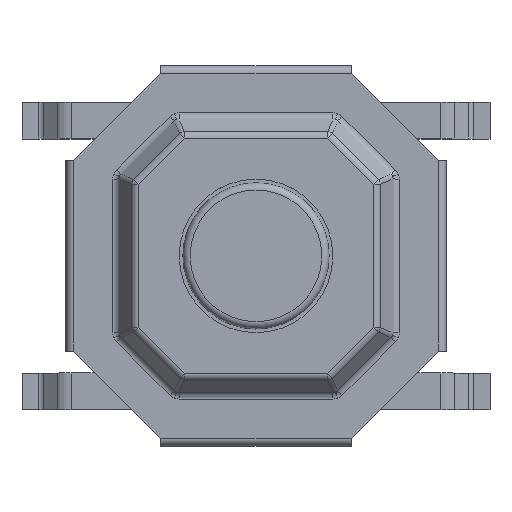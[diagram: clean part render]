
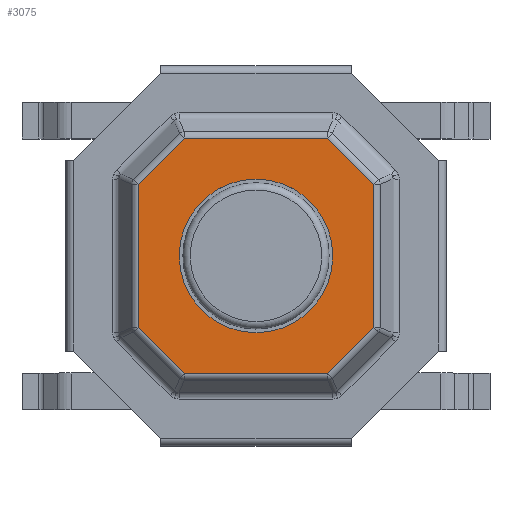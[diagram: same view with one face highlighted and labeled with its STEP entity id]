
A CAD part, top view. The second image highlights one B-rep face of the part: STEP entity #3075.
In plain terms, the highlighted planar face has unit normal (0, 0, 1).
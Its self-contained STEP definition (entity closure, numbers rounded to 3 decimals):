
#23=FACE_BOUND('',#472,.T.);
#91=CIRCLE('',#3288,1.05);
#275=FACE_OUTER_BOUND('',#471,.T.);
#471=EDGE_LOOP('',(#2105,#2106,#2107,#2108,#2109,#2110,#2111,#2112));
#472=EDGE_LOOP('',(#2113));
#727=LINE('',#4863,#1019);
#728=LINE('',#4865,#1020);
#729=LINE('',#4867,#1021);
#730=LINE('',#4869,#1022);
#731=LINE('',#4871,#1023);
#732=LINE('',#4873,#1024);
#733=LINE('',#4875,#1025);
#734=LINE('',#4876,#1026);
#1019=VECTOR('',#3844,1000.);
#1020=VECTOR('',#3845,1000.);
#1021=VECTOR('',#3846,1000.);
#1022=VECTOR('',#3847,1000.);
#1023=VECTOR('',#3848,1000.);
#1024=VECTOR('',#3849,1000.);
#1025=VECTOR('',#3850,1000.);
#1026=VECTOR('',#3851,1000.);
#1259=VERTEX_POINT('',#4687);
#1316=VERTEX_POINT('',#4861);
#1317=VERTEX_POINT('',#4862);
#1318=VERTEX_POINT('',#4864);
#1319=VERTEX_POINT('',#4866);
#1320=VERTEX_POINT('',#4868);
#1321=VERTEX_POINT('',#4870);
#1322=VERTEX_POINT('',#4872);
#1323=VERTEX_POINT('',#4874);
#1513=EDGE_CURVE('',#1259,#1259,#91,.T.);
#1602=EDGE_CURVE('',#1316,#1317,#727,.T.);
#1603=EDGE_CURVE('',#1317,#1318,#728,.T.);
#1604=EDGE_CURVE('',#1318,#1319,#729,.T.);
#1605=EDGE_CURVE('',#1319,#1320,#730,.T.);
#1606=EDGE_CURVE('',#1320,#1321,#731,.T.);
#1607=EDGE_CURVE('',#1321,#1322,#732,.T.);
#1608=EDGE_CURVE('',#1322,#1323,#733,.T.);
#1609=EDGE_CURVE('',#1323,#1316,#734,.T.);
#2105=ORIENTED_EDGE('',*,*,#1602,.T.);
#2106=ORIENTED_EDGE('',*,*,#1603,.T.);
#2107=ORIENTED_EDGE('',*,*,#1604,.T.);
#2108=ORIENTED_EDGE('',*,*,#1605,.T.);
#2109=ORIENTED_EDGE('',*,*,#1606,.T.);
#2110=ORIENTED_EDGE('',*,*,#1607,.T.);
#2111=ORIENTED_EDGE('',*,*,#1608,.T.);
#2112=ORIENTED_EDGE('',*,*,#1609,.T.);
#2113=ORIENTED_EDGE('',*,*,#1513,.F.);
#2737=PLANE('',#3331);
#3075=ADVANCED_FACE('',(#275,#23),#2737,.F.);
#3288=AXIS2_PLACEMENT_3D('',#4689,#3684,#3685);
#3331=AXIS2_PLACEMENT_3D('',#4860,#3842,#3843);
#3684=DIRECTION('center_axis',(0.,0.,1.));
#3685=DIRECTION('ref_axis',(1.,0.,0.));
#3842=DIRECTION('center_axis',(0.,0.,-1.));
#3843=DIRECTION('ref_axis',(-1.,0.,0.));
#3844=DIRECTION('',(-1.,0.,0.));
#3845=DIRECTION('',(-0.707,-0.707,0.));
#3846=DIRECTION('',(0.,-1.,0.));
#3847=DIRECTION('',(0.707,-0.707,0.));
#3848=DIRECTION('',(1.,0.,0.));
#3849=DIRECTION('',(0.707,0.707,0.));
#3850=DIRECTION('',(0.,1.,0.));
#3851=DIRECTION('',(-0.707,0.707,0.));
#4687=CARTESIAN_POINT('',(-1.05,0.,1.2));
#4689=CARTESIAN_POINT('Origin',(0.,0.,1.2));
#4860=CARTESIAN_POINT('Origin',(0.,0.,1.2));
#4861=CARTESIAN_POINT('',(0.98,1.611,1.2));
#4862=CARTESIAN_POINT('',(-0.98,1.611,1.2));
#4863=CARTESIAN_POINT('',(0.,1.611,1.2));
#4864=CARTESIAN_POINT('',(-1.611,0.98,1.2));
#4865=CARTESIAN_POINT('',(-1.296,1.296,1.2));
#4866=CARTESIAN_POINT('',(-1.611,-0.98,1.2));
#4867=CARTESIAN_POINT('',(-1.611,0.,1.2));
#4868=CARTESIAN_POINT('',(-0.98,-1.611,1.2));
#4869=CARTESIAN_POINT('',(-1.296,-1.296,1.2));
#4870=CARTESIAN_POINT('',(0.98,-1.611,1.2));
#4871=CARTESIAN_POINT('',(0.,-1.611,1.2));
#4872=CARTESIAN_POINT('',(1.611,-0.98,1.2));
#4873=CARTESIAN_POINT('',(1.296,-1.296,1.2));
#4874=CARTESIAN_POINT('',(1.611,0.98,1.2));
#4875=CARTESIAN_POINT('',(1.611,0.,1.2));
#4876=CARTESIAN_POINT('',(1.296,1.296,1.2));
